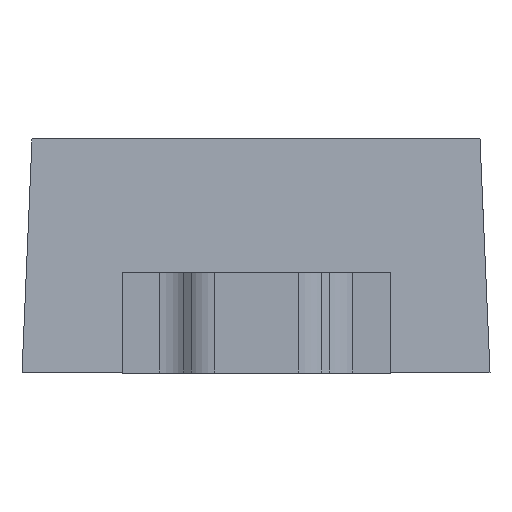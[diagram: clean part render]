
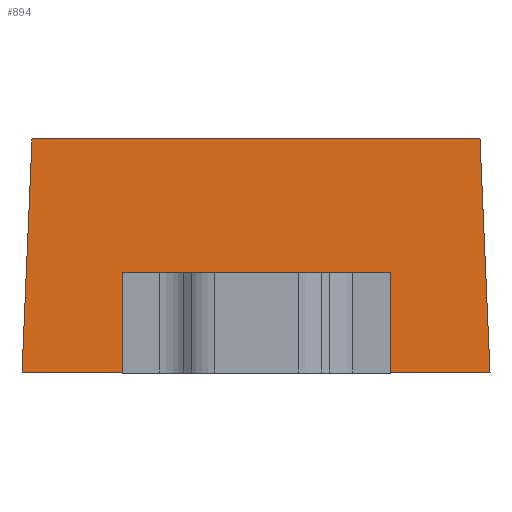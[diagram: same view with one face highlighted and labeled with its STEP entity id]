
A CAD part, front view. The second image highlights one B-rep face of the part: STEP entity #894.
In plain terms, the highlighted planar face has unit normal (0, -0.999, 0.043).
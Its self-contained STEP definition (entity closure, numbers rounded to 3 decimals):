
#20=PLANE('',#957);
#101=FACE_OUTER_BOUND('',#149,.T.);
#149=EDGE_LOOP('',(#662,#663,#664,#665,#666,#667,#668,#669));
#195=LINE('',#1564,#299);
#209=LINE('',#1592,#313);
#211=LINE('',#1597,#315);
#212=LINE('',#1599,#316);
#213=LINE('',#1600,#317);
#214=LINE('',#1602,#318);
#215=LINE('',#1604,#319);
#216=LINE('',#1605,#320);
#299=VECTOR('',#1041,1000.);
#313=VECTOR('',#1061,1000.);
#315=VECTOR('',#1065,1000.);
#316=VECTOR('',#1066,1000.);
#317=VECTOR('',#1067,1000.);
#318=VECTOR('',#1068,1000.);
#319=VECTOR('',#1069,1000.);
#320=VECTOR('',#1070,1000.);
#413=VERTEX_POINT('',#1561);
#414=VERTEX_POINT('',#1563);
#425=VERTEX_POINT('',#1591);
#426=VERTEX_POINT('',#1595);
#427=VERTEX_POINT('',#1596);
#428=VERTEX_POINT('',#1598);
#429=VERTEX_POINT('',#1601);
#430=VERTEX_POINT('',#1603);
#503=EDGE_CURVE('',#414,#413,#195,.T.);
#517=EDGE_CURVE('',#425,#413,#209,.T.);
#519=EDGE_CURVE('',#426,#427,#211,.T.);
#520=EDGE_CURVE('',#427,#428,#212,.T.);
#521=EDGE_CURVE('',#428,#414,#213,.T.);
#522=EDGE_CURVE('',#425,#429,#214,.T.);
#523=EDGE_CURVE('',#429,#430,#215,.T.);
#524=EDGE_CURVE('',#430,#426,#216,.T.);
#662=ORIENTED_EDGE('',*,*,#519,.T.);
#663=ORIENTED_EDGE('',*,*,#520,.T.);
#664=ORIENTED_EDGE('',*,*,#521,.T.);
#665=ORIENTED_EDGE('',*,*,#503,.T.);
#666=ORIENTED_EDGE('',*,*,#517,.F.);
#667=ORIENTED_EDGE('',*,*,#522,.T.);
#668=ORIENTED_EDGE('',*,*,#523,.T.);
#669=ORIENTED_EDGE('',*,*,#524,.T.);
#894=ADVANCED_FACE('',(#101),#20,.T.);
#957=AXIS2_PLACEMENT_3D('',#1594,#1063,#1064);
#1041=DIRECTION('',(-1.,0.,0.));
#1061=DIRECTION('',(0.043,0.043,0.998));
#1063=DIRECTION('center_axis',(0.,-0.999,
0.043));
#1064=DIRECTION('ref_axis',(0.,-0.043,-0.999));
#1065=DIRECTION('',(0.,-0.043,-0.999));
#1066=DIRECTION('',(1.,0.,0.));
#1067=DIRECTION('',(-0.043,0.043,0.998));
#1068=DIRECTION('',(1.,0.,0.));
#1069=DIRECTION('',(0.,0.043,0.999));
#1070=DIRECTION('',(1.,0.,0.));
#1561=CARTESIAN_POINT('',(-0.67,-1.345,0.));
#1563=CARTESIAN_POINT('',(0.67,-1.345,0.));
#1564=CARTESIAN_POINT('',(0.,-1.345,0.));
#1591=CARTESIAN_POINT('',(-0.7,-1.375,-0.699));
#1592=CARTESIAN_POINT('',(-0.7,-1.375,-0.699));
#1594=CARTESIAN_POINT('Origin',(0.796,-1.418,-1.7));
#1595=CARTESIAN_POINT('',(0.401,-1.362,-0.4));
#1596=CARTESIAN_POINT('',(0.401,-1.375,-0.699));
#1597=CARTESIAN_POINT('',(0.401,-1.418,-1.7));
#1598=CARTESIAN_POINT('',(0.7,-1.375,-0.699));
#1599=CARTESIAN_POINT('',(0.796,-1.375,-0.699));
#1600=CARTESIAN_POINT('',(0.7,-1.375,-0.699));
#1601=CARTESIAN_POINT('',(-0.399,-1.375,-0.699));
#1602=CARTESIAN_POINT('',(0.796,-1.375,-0.699));
#1603=CARTESIAN_POINT('',(-0.399,-1.362,-0.4));
#1604=CARTESIAN_POINT('',(-0.399,-1.418,-1.7));
#1605=CARTESIAN_POINT('',(0.796,-1.362,-0.4));
